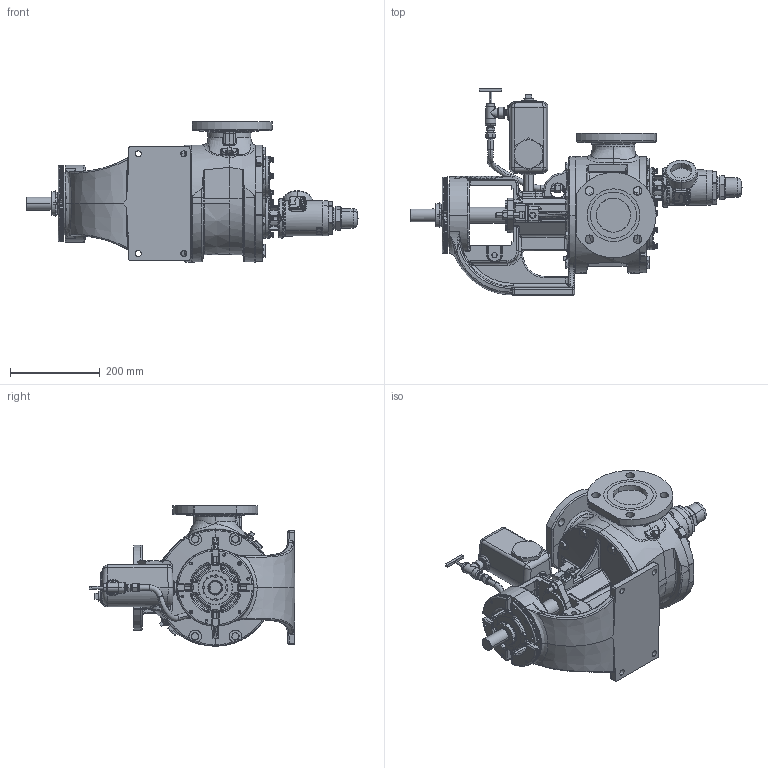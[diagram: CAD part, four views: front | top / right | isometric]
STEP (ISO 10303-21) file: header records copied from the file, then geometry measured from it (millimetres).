
FILE_DESCRIPTION (( 'STEP AP214' ), '1' );
FILE_NAME ('LL4924A.STEP', '2016-09-19T19:44:35', ( '' ), ( '' ), 'SwSTEP 2.0', 'SolidWorks 2015', '' );
FILE_SCHEMA (( 'AUTOMOTIVE_DESIGN' ));
Length unit declared in the file: inch
Products named in the file (2): LL4924A
Bounding box: 741.11 x 459.69 x 312.98 mm (x, y, z)
Volume: 16323032.7 mm3; surface area: 980259.3 mm2
Topology: 1 solids, 1 shells, 4207 faces, 10594 edges, 6397 vertices
Faces by surface type: plane 1279, bspline 875, cone 874, cylinder 794, torus 240, sphere 145
Entity records: 227918 total; most frequent: CARTESIAN_POINT 127751, ORIENTED_EDGE 20980, DIRECTION 17314, EDGE_CURVE 10490, AXIS2_PLACEMENT_3D 7074, VERTEX_POINT 6392, EDGE_LOOP 4360, FACE_OUTER_BOUND 4207
